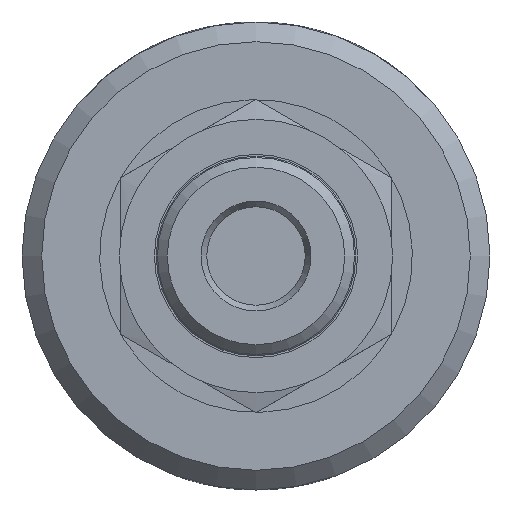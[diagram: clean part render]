
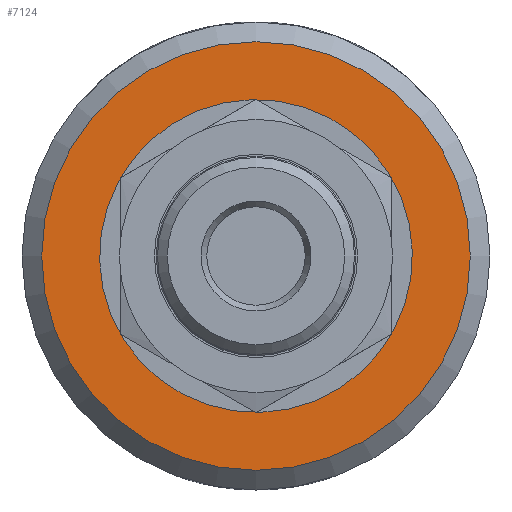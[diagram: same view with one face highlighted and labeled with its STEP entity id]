
A CAD part, left-side view. The second image highlights one B-rep face of the part: STEP entity #7124.
In plain terms, the highlighted planar face has unit normal (-1, 0, 0).
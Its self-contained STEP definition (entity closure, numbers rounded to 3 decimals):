
#169=FACE_BOUND('',#1705,.T.);
#642=CIRCLE('',#7822,17.4);
#643=CIRCLE('',#7823,12.7);
#885=PLANE('',#7821);
#1266=FACE_OUTER_BOUND('',#1704,.T.);
#1704=EDGE_LOOP('',(#6536));
#1705=EDGE_LOOP('',(#6537));
#3458=VERTEX_POINT('',#15462);
#3459=VERTEX_POINT('',#15464);
#4497=EDGE_CURVE('',#3458,#3458,#642,.T.);
#4498=EDGE_CURVE('',#3459,#3459,#643,.T.);
#6536=ORIENTED_EDGE('',*,*,#4497,.F.);
#6537=ORIENTED_EDGE('',*,*,#4498,.F.);
#7124=ADVANCED_FACE('',(#1266,#169),#885,.T.);
#7821=AXIS2_PLACEMENT_3D('',#15461,#9562,#9563);
#7822=AXIS2_PLACEMENT_3D('',#15463,#9564,#9565);
#7823=AXIS2_PLACEMENT_3D('',#15465,#9566,#9567);
#9562=DIRECTION('center_axis',(-1.,0.,0.));
#9563=DIRECTION('ref_axis',(0.,0.,1.));
#9564=DIRECTION('center_axis',(1.,0.,0.));
#9565=DIRECTION('ref_axis',(0.,-1.,0.));
#9566=DIRECTION('center_axis',(-1.,0.,0.));
#9567=DIRECTION('ref_axis',(0.,-0.786,-0.618));
#15461=CARTESIAN_POINT('Origin',(28.95,0.,0.));
#15462=CARTESIAN_POINT('',(28.95,17.4,0.));
#15463=CARTESIAN_POINT('Origin',(28.95,0.,0.));
#15464=CARTESIAN_POINT('',(28.95,9.984,7.849));
#15465=CARTESIAN_POINT('Origin',(28.95,0.,0.));
